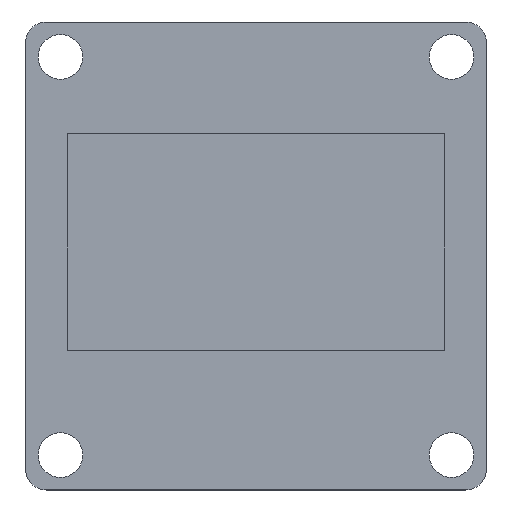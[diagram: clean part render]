
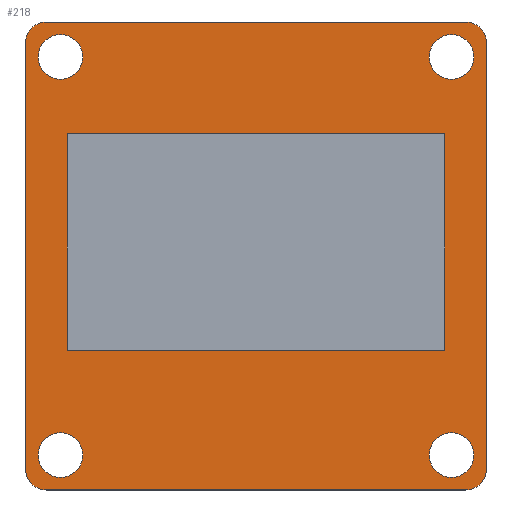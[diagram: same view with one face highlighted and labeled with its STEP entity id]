
A CAD part, top view. The second image highlights one B-rep face of the part: STEP entity #218.
In plain terms, the highlighted planar face has unit normal (0, 0, 1).
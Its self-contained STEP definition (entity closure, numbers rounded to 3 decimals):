
#24 = VERTEX_POINT('',#25);
#25 = CARTESIAN_POINT('',(1.5,0.,1.6));
#31 = EDGE_CURVE('',#24,#32,#34,.T.);
#32 = VERTEX_POINT('',#33);
#33 = CARTESIAN_POINT('',(31.5,0.,1.6));
#34 = LINE('',#35,#36);
#35 = CARTESIAN_POINT('',(1.5,0.,1.6));
#36 = VECTOR('',#37,1.);
#37 = DIRECTION('',(1.,0.,0.));
#64 = VERTEX_POINT('',#65);
#65 = CARTESIAN_POINT('',(0.,1.5,1.6));
#71 = EDGE_CURVE('',#64,#24,#72,.T.);
#72 = CIRCLE('',#73,1.5);
#73 = AXIS2_PLACEMENT_3D('',#74,#75,#76);
#74 = CARTESIAN_POINT('',(1.5,1.5,1.6));
#75 = DIRECTION('',(0.,0.,1.));
#76 = DIRECTION('',(1.,0.,0.));
#95 = EDGE_CURVE('',#32,#96,#98,.T.);
#96 = VERTEX_POINT('',#97);
#97 = CARTESIAN_POINT('',(33.,1.5,1.6));
#98 = CIRCLE('',#99,1.5);
#99 = AXIS2_PLACEMENT_3D('',#100,#101,#102);
#100 = CARTESIAN_POINT('',(31.5,1.5,1.6));
#101 = DIRECTION('',(0.,0.,1.));
#102 = DIRECTION('',(1.,0.,0.));
#218 = ADVANCED_FACE('',(#219,#264,#275,#286,#320,#331),#342,.T.);
#219 = FACE_BOUND('',#220,.T.);
#220 = EDGE_LOOP('',(#221,#222,#223,#231,#240,#248,#257,#263));
#221 = ORIENTED_EDGE('',*,*,#31,.T.);
#222 = ORIENTED_EDGE('',*,*,#95,.T.);
#223 = ORIENTED_EDGE('',*,*,#224,.T.);
#224 = EDGE_CURVE('',#96,#225,#227,.T.);
#225 = VERTEX_POINT('',#226);
#226 = CARTESIAN_POINT('',(33.,32.,1.6));
#227 = LINE('',#228,#229);
#228 = CARTESIAN_POINT('',(33.,1.5,1.6));
#229 = VECTOR('',#230,1.);
#230 = DIRECTION('',(0.,1.,0.));
#231 = ORIENTED_EDGE('',*,*,#232,.T.);
#232 = EDGE_CURVE('',#225,#233,#235,.T.);
#233 = VERTEX_POINT('',#234);
#234 = CARTESIAN_POINT('',(31.5,33.5,1.6));
#235 = CIRCLE('',#236,1.5);
#236 = AXIS2_PLACEMENT_3D('',#237,#238,#239);
#237 = CARTESIAN_POINT('',(31.5,32.,1.6));
#238 = DIRECTION('',(0.,0.,1.));
#239 = DIRECTION('',(1.,0.,0.));
#240 = ORIENTED_EDGE('',*,*,#241,.T.);
#241 = EDGE_CURVE('',#233,#242,#244,.T.);
#242 = VERTEX_POINT('',#243);
#243 = CARTESIAN_POINT('',(1.5,33.5,1.6));
#244 = LINE('',#245,#246);
#245 = CARTESIAN_POINT('',(31.5,33.5,1.6));
#246 = VECTOR('',#247,1.);
#247 = DIRECTION('',(-1.,0.,0.));
#248 = ORIENTED_EDGE('',*,*,#249,.T.);
#249 = EDGE_CURVE('',#242,#250,#252,.T.);
#250 = VERTEX_POINT('',#251);
#251 = CARTESIAN_POINT('',(0.,32.,1.6));
#252 = CIRCLE('',#253,1.5);
#253 = AXIS2_PLACEMENT_3D('',#254,#255,#256);
#254 = CARTESIAN_POINT('',(1.5,32.,1.6));
#255 = DIRECTION('',(0.,0.,1.));
#256 = DIRECTION('',(1.,0.,0.));
#257 = ORIENTED_EDGE('',*,*,#258,.T.);
#258 = EDGE_CURVE('',#250,#64,#259,.T.);
#259 = LINE('',#260,#261);
#260 = CARTESIAN_POINT('',(0.,32.,1.6));
#261 = VECTOR('',#262,1.);
#262 = DIRECTION('',(0.,-1.,0.));
#263 = ORIENTED_EDGE('',*,*,#71,.T.);
#264 = FACE_BOUND('',#265,.T.);
#265 = EDGE_LOOP('',(#266));
#266 = ORIENTED_EDGE('',*,*,#267,.F.);
#267 = EDGE_CURVE('',#268,#268,#270,.T.);
#268 = VERTEX_POINT('',#269);
#269 = CARTESIAN_POINT('',(4.1,2.5,1.6));
#270 = CIRCLE('',#271,1.6);
#271 = AXIS2_PLACEMENT_3D('',#272,#273,#274);
#272 = CARTESIAN_POINT('',(2.5,2.5,1.6));
#273 = DIRECTION('',(0.,0.,1.));
#274 = DIRECTION('',(1.,0.,0.));
#275 = FACE_BOUND('',#276,.T.);
#276 = EDGE_LOOP('',(#277));
#277 = ORIENTED_EDGE('',*,*,#278,.F.);
#278 = EDGE_CURVE('',#279,#279,#281,.T.);
#279 = VERTEX_POINT('',#280);
#280 = CARTESIAN_POINT('',(32.1,2.5,1.6));
#281 = CIRCLE('',#282,1.6);
#282 = AXIS2_PLACEMENT_3D('',#283,#284,#285);
#283 = CARTESIAN_POINT('',(30.5,2.5,1.6));
#284 = DIRECTION('',(0.,0.,1.));
#285 = DIRECTION('',(1.,0.,0.));
#286 = FACE_BOUND('',#287,.T.);
#287 = EDGE_LOOP('',(#288,#298,#306,#314));
#288 = ORIENTED_EDGE('',*,*,#289,.T.);
#289 = EDGE_CURVE('',#290,#292,#294,.T.);
#290 = VERTEX_POINT('',#291);
#291 = CARTESIAN_POINT('',(3.,10.,1.6));
#292 = VERTEX_POINT('',#293);
#293 = CARTESIAN_POINT('',(3.,25.5,1.6));
#294 = LINE('',#295,#296);
#295 = CARTESIAN_POINT('',(3.,10.,1.6));
#296 = VECTOR('',#297,1.);
#297 = DIRECTION('',(0.,1.,0.));
#298 = ORIENTED_EDGE('',*,*,#299,.T.);
#299 = EDGE_CURVE('',#292,#300,#302,.T.);
#300 = VERTEX_POINT('',#301);
#301 = CARTESIAN_POINT('',(30.,25.5,1.6));
#302 = LINE('',#303,#304);
#303 = CARTESIAN_POINT('',(3.,25.5,1.6));
#304 = VECTOR('',#305,1.);
#305 = DIRECTION('',(1.,0.,0.));
#306 = ORIENTED_EDGE('',*,*,#307,.T.);
#307 = EDGE_CURVE('',#300,#308,#310,.T.);
#308 = VERTEX_POINT('',#309);
#309 = CARTESIAN_POINT('',(30.,10.,1.6));
#310 = LINE('',#311,#312);
#311 = CARTESIAN_POINT('',(30.,25.5,1.6));
#312 = VECTOR('',#313,1.);
#313 = DIRECTION('',(0.,-1.,0.));
#314 = ORIENTED_EDGE('',*,*,#315,.T.);
#315 = EDGE_CURVE('',#308,#290,#316,.T.);
#316 = LINE('',#317,#318);
#317 = CARTESIAN_POINT('',(30.,10.,1.6));
#318 = VECTOR('',#319,1.);
#319 = DIRECTION('',(-1.,0.,0.));
#320 = FACE_BOUND('',#321,.T.);
#321 = EDGE_LOOP('',(#322));
#322 = ORIENTED_EDGE('',*,*,#323,.F.);
#323 = EDGE_CURVE('',#324,#324,#326,.T.);
#324 = VERTEX_POINT('',#325);
#325 = CARTESIAN_POINT('',(4.1,31.,1.6));
#326 = CIRCLE('',#327,1.6);
#327 = AXIS2_PLACEMENT_3D('',#328,#329,#330);
#328 = CARTESIAN_POINT('',(2.5,31.,1.6));
#329 = DIRECTION('',(0.,0.,1.));
#330 = DIRECTION('',(1.,0.,0.));
#331 = FACE_BOUND('',#332,.T.);
#332 = EDGE_LOOP('',(#333));
#333 = ORIENTED_EDGE('',*,*,#334,.F.);
#334 = EDGE_CURVE('',#335,#335,#337,.T.);
#335 = VERTEX_POINT('',#336);
#336 = CARTESIAN_POINT('',(32.1,31.,1.6));
#337 = CIRCLE('',#338,1.6);
#338 = AXIS2_PLACEMENT_3D('',#339,#340,#341);
#339 = CARTESIAN_POINT('',(30.5,31.,1.6));
#340 = DIRECTION('',(0.,0.,1.));
#341 = DIRECTION('',(1.,0.,0.));
#342 = PLANE('',#343);
#343 = AXIS2_PLACEMENT_3D('',#344,#345,#346);
#344 = CARTESIAN_POINT('',(16.5,16.75,1.6));
#345 = DIRECTION('',(0.,0.,1.));
#346 = DIRECTION('',(1.,0.,0.));
